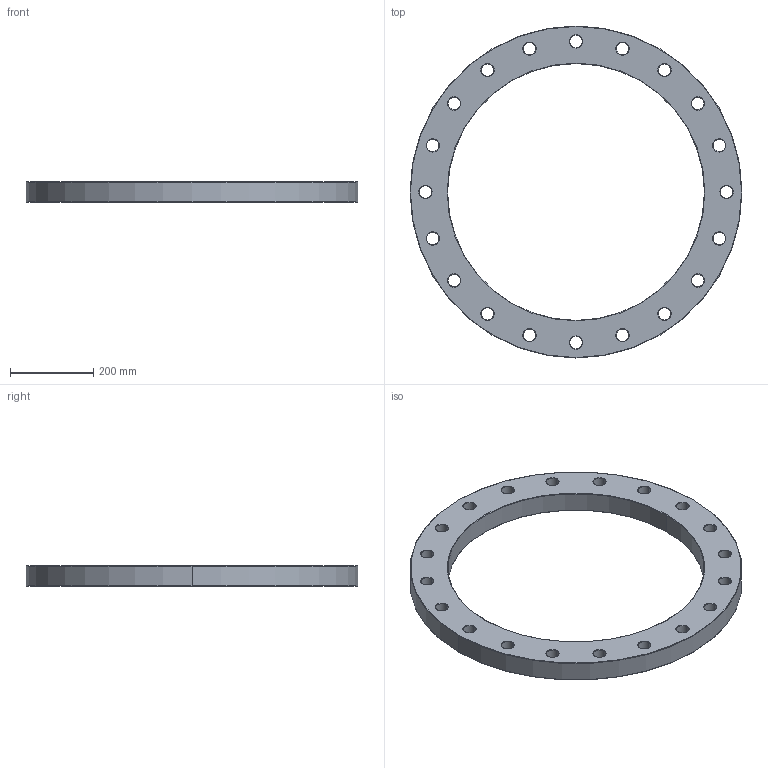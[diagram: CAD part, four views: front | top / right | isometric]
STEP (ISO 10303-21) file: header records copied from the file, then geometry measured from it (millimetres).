
FILE_DESCRIPTION (( 'STEP AP203' ), '1' );
FILE_NAME ('Backing Flange PN10_001 515 7120 0560.step', '2022-12-21T13:30:36', ( '' ), ( '' ), 'SwSTEP 2.0', 'SolidWorks 2021', '' );
FILE_SCHEMA (( 'CONFIG_CONTROL_DESIGN' ));
Length unit declared in the file: millimetre
Products named in the file (1): Backing Flange PN10_001 515 7120 0560
Bounding box: 799 x 799 x 50 mm (x, y, z)
Volume: 9362238.2 mm3; surface area: 686006.8 mm2
Topology: 1 solids, 1 shells, 134 faces, 308 edges, 176 vertices
Faces by surface type: torus 88, cylinder 44, plane 2
Entity records: 4013 total; most frequent: DIRECTION 842, CARTESIAN_POINT 619, ORIENTED_EDGE 616, AXIS2_PLACEMENT_3D 399, EDGE_CURVE 308, CIRCLE 264, VERTEX_POINT 176, EDGE_LOOP 176
